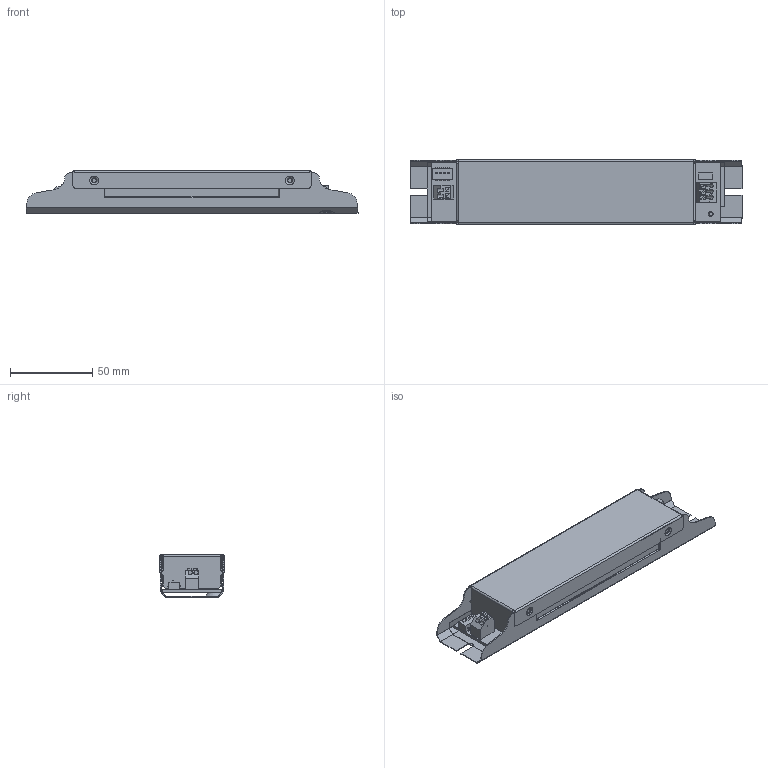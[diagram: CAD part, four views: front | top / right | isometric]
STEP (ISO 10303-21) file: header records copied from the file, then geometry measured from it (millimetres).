
FILE_DESCRIPTION(('STEP AP214'), '1');
FILE_NAME('ÈÏÑ 60 Âò ÒÄ 0100 0105', '2021-05-22T14:37:38', ('admin'), (''), 'ASCON STEP Converter 1.6', 'ASCON Math Kernel', '');
FILE_SCHEMA(('AUTOMOTIVE_DESIGN { 1 0 10303 214 3 1 1}'));
Length unit declared in the file: millimetre
Bounding box: 202 x 39.5 x 26 mm (x, y, z)
Volume: 28372.6 mm3; surface area: 71372.2 mm2
Topology: 1 solids, 1 shells, 444 faces, 1251 edges, 801 vertices
Faces by surface type: plane 300, cylinder 97, torus 26, sphere 9, bspline 5, extrusion 4, cone 3
Full cylindrical faces by diameter (mm): 2.9 x1, 5.6 x1
Entity records: 15089 total; most frequent: CARTESIAN_POINT 3606, ORIENTED_EDGE 2440, DIRECTION 2276, EDGE_CURVE 1220, VECTOR 926, LINE 922, VERTEX_POINT 801, AXIS2_PLACEMENT_3D 675
